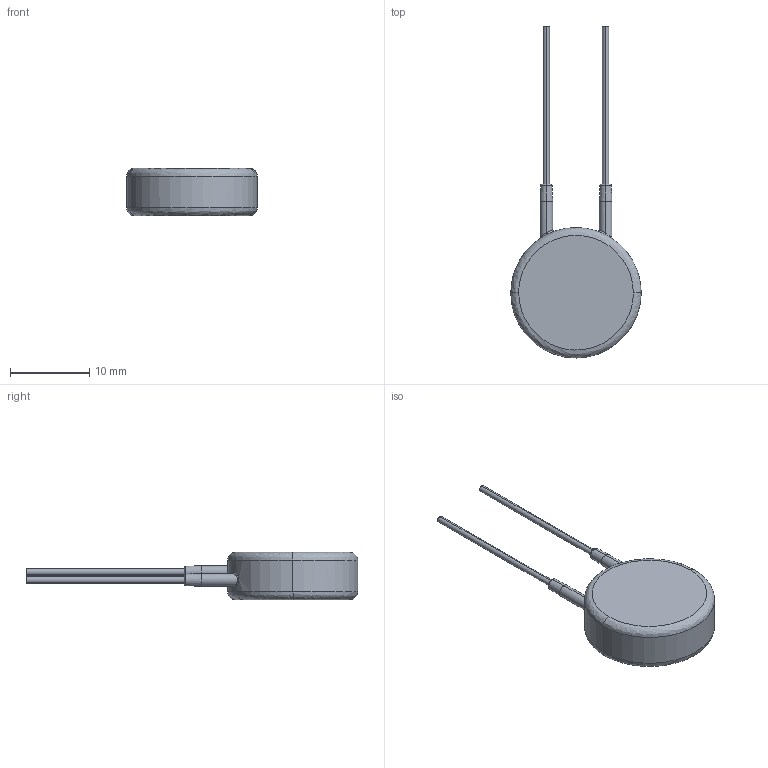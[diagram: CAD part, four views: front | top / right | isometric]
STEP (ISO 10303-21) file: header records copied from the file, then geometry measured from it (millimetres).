
FILE_DESCRIPTION (( 'STEP AP214' ), '1' );
FILE_NAME ('mov-14d561k.STEP', '2023-01-29T23:32:44', ( '' ), ( '' ), 'SwSTEP 2.0', 'SolidWorks 2022', '' );
FILE_SCHEMA (( 'AUTOMOTIVE_DESIGN' ));
Length unit declared in the file: inch
Products named in the file (1): mov-14d561k
Bounding box: 16.5 x 42 x 6 mm (x, y, z)
Volume: 1306.4 mm3; surface area: 854.5 mm2
Topology: 1 solids, 1 shells, 32 faces, 78 edges, 52 vertices
Faces by surface type: bspline 12, cylinder 10, plane 6, cone 4
Entity records: 1954 total; most frequent: CARTESIAN_POINT 1161, ORIENTED_EDGE 156, DIRECTION 128, EDGE_CURVE 78, AXIS2_PLACEMENT_3D 57, VERTEX_POINT 52, EDGE_LOOP 36, CIRCLE 36
